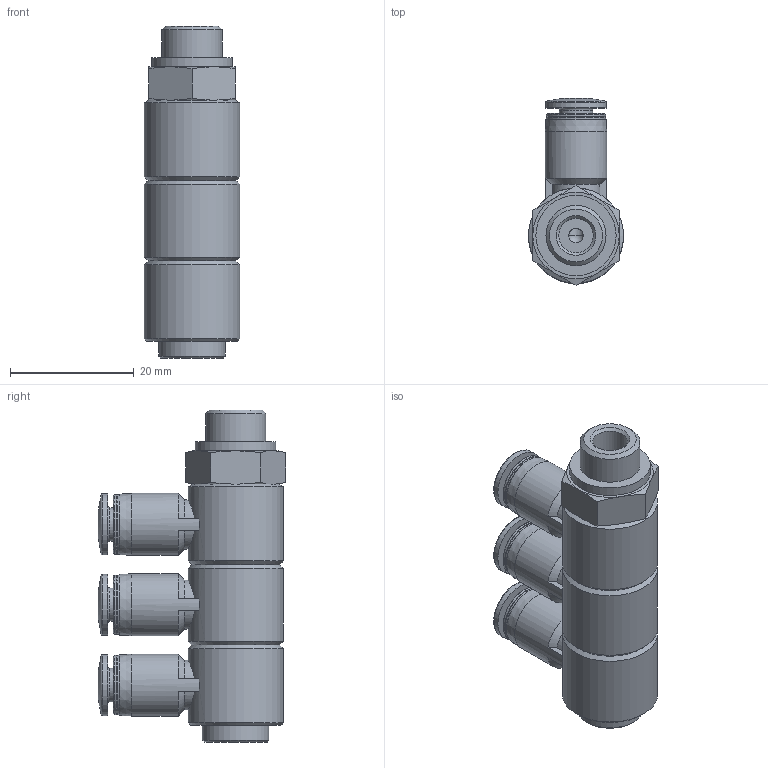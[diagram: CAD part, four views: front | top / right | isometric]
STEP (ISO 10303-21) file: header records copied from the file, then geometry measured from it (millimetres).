
FILE_DESCRIPTION(/* description */ ('STEP AP214'),/* implementation_level */ '2;1');
FILE_NAME(/* name */ '186233_QSLV3-G1_8-4',/* time_stamp */ '2024-09-10T09:48:18+02:00',/* author */ ('License CC BY-ND 4.0'),/* organization */ ('CADENAS'),/* preprocessor_version */ 'ST-DEVELOPER v19.3',/* originating_system */ 'PARTsolutions',/* authorisation */ ' ');
FILE_SCHEMA (('AUTOMOTIVE_DESIGN {1 0 10303 214 3 1 1}'));
Length unit declared in the file: millimetre
Products named in the file (1): 186233 QSLV3-G1/8-4
Bounding box: 15.4 x 30.28 x 53.7 mm (x, y, z)
Volume: 11116.4 mm3; surface area: 5671.3 mm2
Topology: 1 solids, 1 shells, 123 faces, 267 edges, 159 vertices
Faces by surface type: cone 42, plane 36, cylinder 35, torus 9, sphere 1
Full cylindrical faces by diameter (mm): 2.4 x4, 4 x3, 5.4 x3, 5.559 x1, 9.6 x6, 9.728 x1, 9.9 x3, 10 x3, 10.78 x1, 13 x1, 15.4 x3
Entity records: 3917 total; most frequent: CARTESIAN_POINT 644, DIRECTION 514, ORIENTED_EDGE 392, AXIS2_PLACEMENT_3D 242, EDGE_LOOP 207, FACE_BOUND 207, EDGE_CURVE 196, VERTEX_POINT 153
